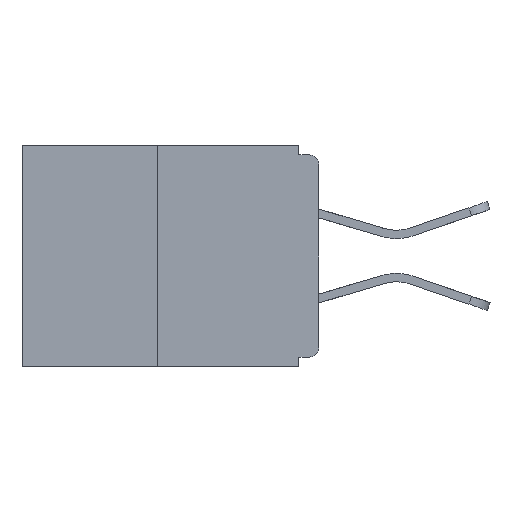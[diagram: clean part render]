
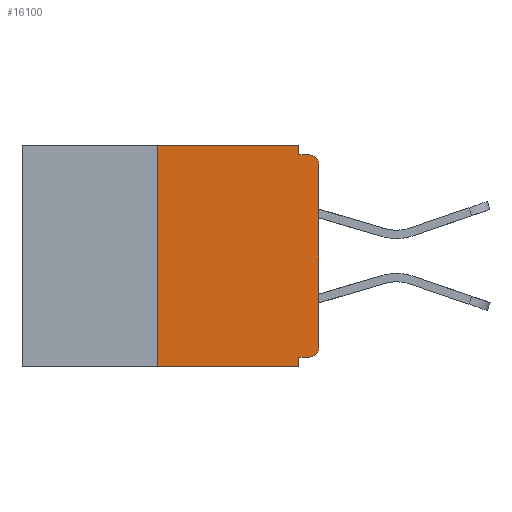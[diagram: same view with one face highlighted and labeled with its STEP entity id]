
A CAD part, left-side view. The second image highlights one B-rep face of the part: STEP entity #16100.
In plain terms, the highlighted planar face has unit normal (-1, 0, 0).
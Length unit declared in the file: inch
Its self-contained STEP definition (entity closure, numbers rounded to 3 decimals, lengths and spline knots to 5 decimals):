
#197 = VERTEX_POINT ( 'NONE', #10910 ) ;
#239 = DIRECTION ( 'NONE',  ( 0., 0., 1. ) ) ;
#737 = VERTEX_POINT ( 'NONE', #5237 ) ;
#905 = VECTOR ( 'NONE', #3653, 39.37008 ) ;
#1080 = LINE ( 'NONE', #5918, #2833 ) ;
#1121 = VERTEX_POINT ( 'NONE', #5804 ) ;
#1292 = ORIENTED_EDGE ( 'NONE', *, *, #5863, .T. ) ;
#1378 = VECTOR ( 'NONE', #11551, 39.37008 ) ;
#1454 = CARTESIAN_POINT ( 'NONE',  ( 0., 0., 0. ) ) ;
#1462 = CIRCLE ( 'NONE', #4867, 0.015 ) ;
#1503 = EDGE_CURVE ( 'NONE', #12583, #2370, #7903, .T. ) ;
#1730 = EDGE_CURVE ( 'NONE', #2677, #12583, #1462, .T. ) ;
#1787 = DIRECTION ( 'NONE',  ( 0., 0., -1. ) ) ;
#1924 = VERTEX_POINT ( 'NONE', #16195 ) ;
#2339 = ORIENTED_EDGE ( 'NONE', *, *, #16278, .F. ) ;
#2370 = VERTEX_POINT ( 'NONE', #4458 ) ;
#2483 = DIRECTION ( 'NONE',  ( -1., 0., 0. ) ) ;
#2662 = CARTESIAN_POINT ( 'NONE',  ( 0., 0., -0.313 ) ) ;
#2677 = VERTEX_POINT ( 'NONE', #11936 ) ;
#2833 = VECTOR ( 'NONE', #6016, 39.37008 ) ;
#3157 = CARTESIAN_POINT ( 'NONE',  ( 0., 0.25, 0. ) ) ;
#3174 = DIRECTION ( 'NONE',  ( 0., 0., -1. ) ) ;
#3186 = EDGE_CURVE ( 'NONE', #1121, #16051, #5306, .T. ) ;
#3653 = DIRECTION ( 'NONE',  ( 0., -1., 0. ) ) ;
#3745 = CIRCLE ( 'NONE', #11144, 0.015 ) ;
#4234 = LINE ( 'NONE', #8699, #905 ) ;
#4419 = AXIS2_PLACEMENT_3D ( 'NONE', #14499, #6900, #1787 ) ;
#4432 = DIRECTION ( 'NONE',  ( 0., -1., 0. ) ) ;
#4458 = CARTESIAN_POINT ( 'NONE',  ( 0., 0., -0.03 ) ) ;
#4675 = LINE ( 'NONE', #5230, #1378 ) ;
#4867 = AXIS2_PLACEMENT_3D ( 'NONE', #7043, #12049, #3174 ) ;
#5230 = CARTESIAN_POINT ( 'NONE',  ( 0., 0.031, -0.343 ) ) ;
#5237 = CARTESIAN_POINT ( 'NONE',  ( 0., 0.031, 0. ) ) ;
#5287 = ORIENTED_EDGE ( 'NONE', *, *, #1730, .T. ) ;
#5306 = LINE ( 'NONE', #3157, #15009 ) ;
#5335 = ORIENTED_EDGE ( 'NONE', *, *, #7114, .F. ) ;
#5688 = CARTESIAN_POINT ( 'NONE',  ( 0., 0., -0.015 ) ) ;
#5804 = CARTESIAN_POINT ( 'NONE',  ( 0., 0.25, -0.343 ) ) ;
#5863 = EDGE_CURVE ( 'NONE', #1121, #197, #4234, .T. ) ;
#5865 = VECTOR ( 'NONE', #10265, 39.37008 ) ;
#5918 = CARTESIAN_POINT ( 'NONE',  ( 0., 0.031, 0. ) ) ;
#6016 = DIRECTION ( 'NONE',  ( 0., 0., -1. ) ) ;
#6900 = DIRECTION ( 'NONE',  ( 1., 0., 0. ) ) ;
#7043 = CARTESIAN_POINT ( 'NONE',  ( 0., 0.015, -0.313 ) ) ;
#7114 = EDGE_CURVE ( 'NONE', #1924, #12207, #11734, .T. ) ;
#7274 = LINE ( 'NONE', #15035, #8660 ) ;
#7903 = LINE ( 'NONE', #1454, #14090 ) ;
#8152 = CARTESIAN_POINT ( 'NONE',  ( 0., 0.031, -0.328 ) ) ;
#8465 = VERTEX_POINT ( 'NONE', #8152 ) ;
#8660 = VECTOR ( 'NONE', #11162, 39.37008 ) ;
#8699 = CARTESIAN_POINT ( 'NONE',  ( 0., 0.46, -0.343 ) ) ;
#8739 = EDGE_CURVE ( 'NONE', #2677, #8465, #7274, .T. ) ;
#8776 = ORIENTED_EDGE ( 'NONE', *, *, #8739, .F. ) ;
#9254 = EDGE_CURVE ( 'NONE', #2370, #12207, #3745, .T. ) ;
#9279 = PLANE ( 'NONE',  #4419 ) ;
#10042 = CARTESIAN_POINT ( 'NONE',  ( 0., 0.015, -0.03 ) ) ;
#10144 = VECTOR ( 'NONE', #4432, 39.37008 ) ;
#10265 = DIRECTION ( 'NONE',  ( 0., -1., 0. ) ) ;
#10317 = CARTESIAN_POINT ( 'NONE',  ( 0., 0.46, 0. ) ) ;
#10555 = EDGE_CURVE ( 'NONE', #8465, #197, #4675, .T. ) ;
#10764 = DIRECTION ( 'NONE',  ( 0., 0., 1. ) ) ;
#10910 = CARTESIAN_POINT ( 'NONE',  ( 0., 0.031, -0.343 ) ) ;
#10964 = ORIENTED_EDGE ( 'NONE', *, *, #10555, .F. ) ;
#11144 = AXIS2_PLACEMENT_3D ( 'NONE', #10042, #2483, #12526 ) ;
#11162 = DIRECTION ( 'NONE',  ( 0., 1., 0. ) ) ;
#11294 = CARTESIAN_POINT ( 'NONE',  ( 0., 0.015, -0.015 ) ) ;
#11551 = DIRECTION ( 'NONE',  ( 0., 0., -1. ) ) ;
#11734 = LINE ( 'NONE', #5688, #10144 ) ;
#11936 = CARTESIAN_POINT ( 'NONE',  ( 0., 0.015, -0.328 ) ) ;
#11989 = ORIENTED_EDGE ( 'NONE', *, *, #13215, .F. ) ;
#12049 = DIRECTION ( 'NONE',  ( -1., 0., 0. ) ) ;
#12207 = VERTEX_POINT ( 'NONE', #11294 ) ;
#12418 = EDGE_LOOP ( 'NONE', ( #2339, #15713, #1292, #10964, #8776, #5287, #14282, #13446, #5335, #11989 ) ) ;
#12526 = DIRECTION ( 'NONE',  ( 0., 0., -1. ) ) ;
#12583 = VERTEX_POINT ( 'NONE', #2662 ) ;
#13180 = CARTESIAN_POINT ( 'NONE',  ( 0., 0.25, 0. ) ) ;
#13210 = LINE ( 'NONE', #10317, #5865 ) ;
#13215 = EDGE_CURVE ( 'NONE', #737, #1924, #1080, .T. ) ;
#13446 = ORIENTED_EDGE ( 'NONE', *, *, #9254, .T. ) ;
#14090 = VECTOR ( 'NONE', #239, 39.37008 ) ;
#14282 = ORIENTED_EDGE ( 'NONE', *, *, #1503, .T. ) ;
#14499 = CARTESIAN_POINT ( 'NONE',  ( 0., 0.46, 0. ) ) ;
#15009 = VECTOR ( 'NONE', #10764, 39.37008 ) ;
#15035 = CARTESIAN_POINT ( 'NONE',  ( 0., 0., -0.328 ) ) ;
#15421 = FACE_OUTER_BOUND ( 'NONE', #12418, .T. ) ;
#15713 = ORIENTED_EDGE ( 'NONE', *, *, #3186, .F. ) ;
#16051 = VERTEX_POINT ( 'NONE', #13180 ) ;
#16100 = ADVANCED_FACE ( 'NONE', ( #15421 ), #9279, .F. ) ;
#16195 = CARTESIAN_POINT ( 'NONE',  ( 0., 0.031, -0.015 ) ) ;
#16278 = EDGE_CURVE ( 'NONE', #16051, #737, #13210, .T. ) ;
